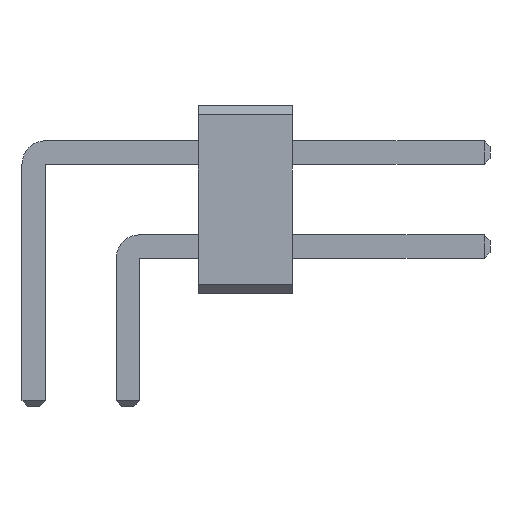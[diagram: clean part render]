
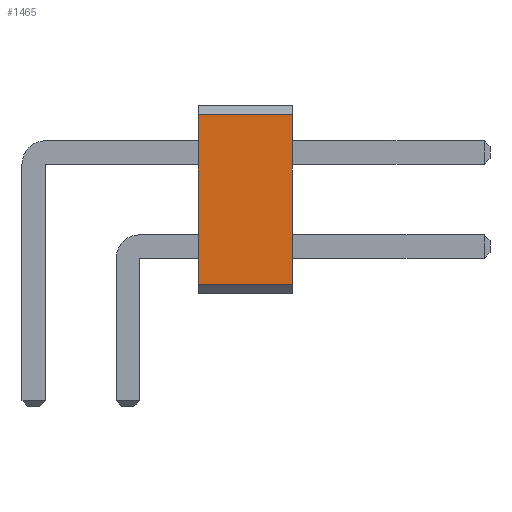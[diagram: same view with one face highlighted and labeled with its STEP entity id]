
A CAD part, front view. The second image highlights one B-rep face of the part: STEP entity #1465.
In plain terms, the highlighted planar face has unit normal (0, -1, 0).
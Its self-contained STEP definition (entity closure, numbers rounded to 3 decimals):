
#13=DIRECTION('',(0.,0.,1.));
#27=VECTOR('',#28,1.);
#28=DIRECTION('',(1.,0.,0.));
#57=DIRECTION('',(0.,-1.,0.));
#1452=VERTEX_POINT('',#1453);
#1453=CARTESIAN_POINT('',(5.5,-49.,0.2));
#1456=EDGE_CURVE('',#1457,#1452,#1459,.T.);
#1457=VERTEX_POINT('',#1458);
#1458=CARTESIAN_POINT('',(3.5,-49.,0.2));
#1459=LINE('',#1458,#27);
#1465=ADVANCED_FACE('',(#1466),#1483,.T.);
#1466=FACE_BOUND('',#1467,.T.);
#1467=EDGE_LOOP('',(#1468,#1469,#1475,#1480));
#1468=ORIENTED_EDGE('',*,*,#1456,.T.);
#1469=ORIENTED_EDGE('',*,*,#1470,.T.);
#1470=EDGE_CURVE('',#1452,#1471,#1473,.T.);
#1471=VERTEX_POINT('',#1472);
#1472=CARTESIAN_POINT('',(5.5,-49.,3.8));
#1473=LINE('',#1453,#1474);
#1474=VECTOR('',#13,1.);
#1475=ORIENTED_EDGE('',*,*,#1476,.F.);
#1476=EDGE_CURVE('',#1477,#1471,#1479,.T.);
#1477=VERTEX_POINT('',#1478);
#1478=CARTESIAN_POINT('',(3.5,-49.,3.8));
#1479=LINE('',#1478,#27);
#1480=ORIENTED_EDGE('',*,*,#1481,.F.);
#1481=EDGE_CURVE('',#1457,#1477,#1482,.T.);
#1482=LINE('',#1458,#1474);
#1483=PLANE('',#1484);
#1484=AXIS2_PLACEMENT_3D('',#1458,#57,#13);
